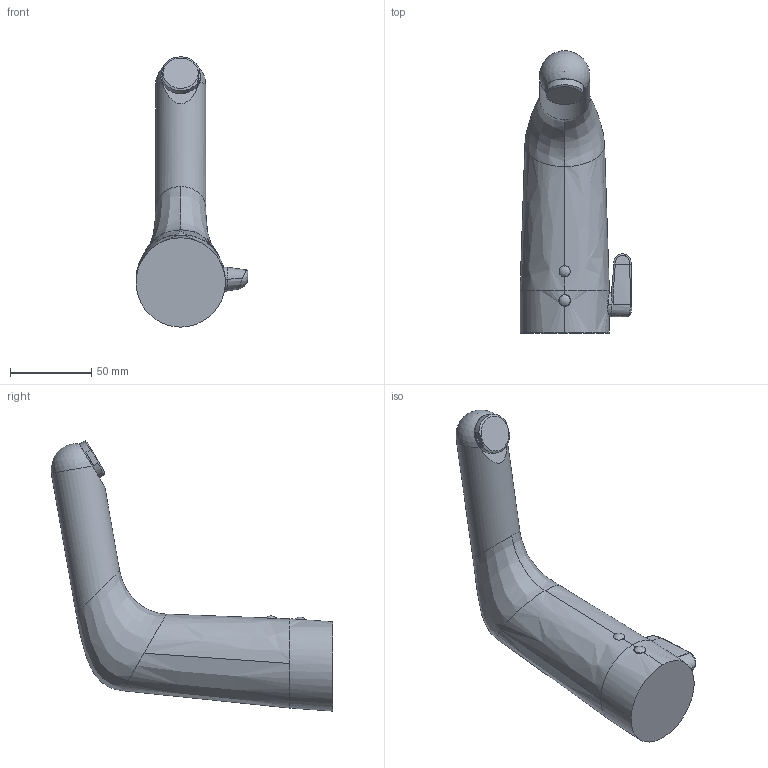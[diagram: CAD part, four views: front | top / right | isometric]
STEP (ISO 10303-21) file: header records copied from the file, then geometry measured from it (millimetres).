
FILE_DESCRIPTION (( 'STEP AP203' ), '1' );
FILE_NAME ('5523F(2016)+05682129+5553F(2016)+05682119.STEP', '2017-03-09T05:55:28', ( '' ), ( '' ), 'SwSTEP 2.0', 'SolidWorks 2016', '' );
FILE_SCHEMA (( 'CONFIG_CONTROL_DESIGN' ));
Length unit declared in the file: millimetre
Products named in the file (1): 5523F(2016)+05682129+5553F(2016)+05682119
Bounding box: 68.91 x 173.55 x 166.41 mm (x, y, z)
Volume: 393370 mm3; surface area: 39154.3 mm2
Topology: 3 solids, 3 shells, 47 faces, 121 edges, 78 vertices
Faces by surface type: bspline 28, plane 9, cylinder 4, sphere 3, cone 3
Full cylindrical faces by diameter (mm): 24 x1, 31 x1
Entity records: 8174 total; most frequent: CARTESIAN_POINT 7288, ORIENTED_EDGE 212, EDGE_CURVE 106, B_SPLINE_CURVE_WITH_KNOTS 84, DIRECTION 71, VERTEX_POINT 71, EDGE_LOOP 53, FACE_OUTER_BOUND 49
